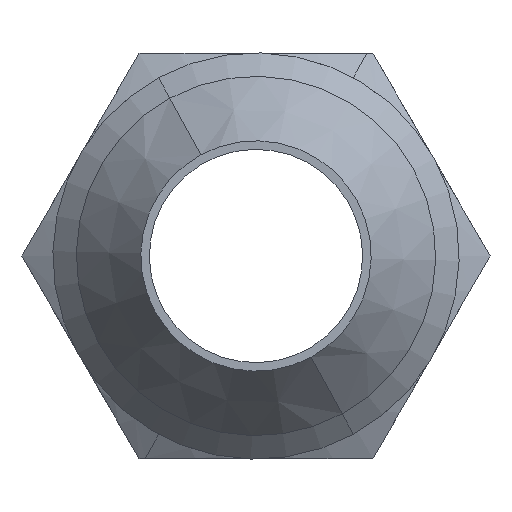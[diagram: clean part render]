
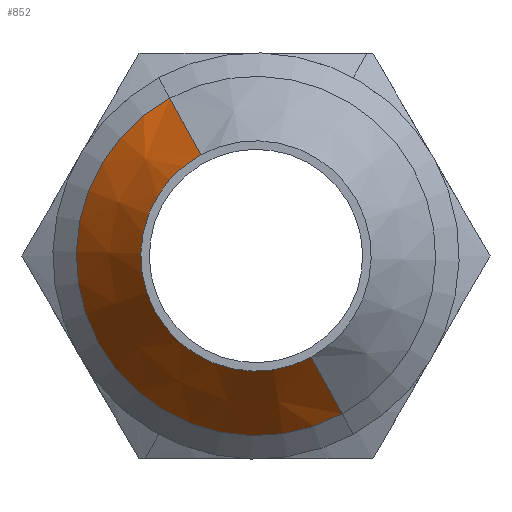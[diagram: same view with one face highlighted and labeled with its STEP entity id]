
A CAD part, left-side view. The second image highlights one B-rep face of the part: STEP entity #852.
In plain terms, the highlighted conical face has half-angle 37 degrees and reference radius 5.4 mm.
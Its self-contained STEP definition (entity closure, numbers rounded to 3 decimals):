
#784=CARTESIAN_POINT('Axis2P3D Location',(-12.686,0.,0.)) ;
#788=CARTESIAN_POINT('Vertex',(-12.686,4.039,7.394)) ;
#790=CARTESIAN_POINT('Vertex',(-12.686,-4.039,-7.394)) ;
#822=CARTESIAN_POINT('Axis2P3D Location',(-16.7,0.,0.)) ;
#827=CARTESIAN_POINT('Axis2P3D Location',(-16.7,0.,0.)) ;
#831=CARTESIAN_POINT('Vertex',(-16.7,2.589,4.739)) ;
#833=CARTESIAN_POINT('Vertex',(-16.7,-2.589,-4.739)) ;
#836=CARTESIAN_POINT('Line Origine',(-14.693,3.314,6.066)) ;
#841=CARTESIAN_POINT('Line Origine',(-14.693,-3.314,-6.066)) ;
#785=DIRECTION('Axis2P3D Direction',(-1.,0.,0.)) ;
#823=DIRECTION('Axis2P3D Direction',(1.,-0.,-0.)) ;
#824=DIRECTION('Axis2P3D XDirection',(0.,0.479,0.878)) ;
#828=DIRECTION('Axis2P3D Direction',(1.,-0.,0.)) ;
#837=DIRECTION('Vector Direction',(0.799,0.289,0.528)) ;
#842=DIRECTION('Vector Direction',(0.799,-0.289,-0.528)) ;
#786=AXIS2_PLACEMENT_3D('Circle Axis2P3D',#784,#785,$) ;
#825=AXIS2_PLACEMENT_3D('Cone Axis2P3D',#822,#823,#824) ;
#829=AXIS2_PLACEMENT_3D('Circle Axis2P3D',#827,#828,$) ;
#847=ORIENTED_EDGE('',*,*,#835,.F.) ;
#848=ORIENTED_EDGE('',*,*,#840,.T.) ;
#849=ORIENTED_EDGE('',*,*,#792,.T.) ;
#850=ORIENTED_EDGE('',*,*,#845,.F.) ;
#838=VECTOR('Line Direction',#837,1.) ;
#843=VECTOR('Line Direction',#842,1.) ;
#852=ADVANCED_FACE('Embout Dash 8 Sapin 15_5',(#851),#826,.T.) ;
#787=CIRCLE('generated circle',#786,8.425) ;
#830=CIRCLE('generated circle',#829,5.4) ;
#826=CONICAL_SURFACE('Cone',#825,5.4,0.646) ;
#792=EDGE_CURVE('',#789,#791,#787,.T.) ;
#835=EDGE_CURVE('',#832,#834,#830,.F.) ;
#840=EDGE_CURVE('',#832,#789,#839,.T.) ;
#845=EDGE_CURVE('',#834,#791,#844,.T.) ;
#846=EDGE_LOOP('',(#847,#848,#849,#850)) ;
#851=FACE_OUTER_BOUND('',#846,.T.) ;
#839=LINE('Line',#836,#838) ;
#844=LINE('Line',#841,#843) ;
#789=VERTEX_POINT('',#788) ;
#791=VERTEX_POINT('',#790) ;
#832=VERTEX_POINT('',#831) ;
#834=VERTEX_POINT('',#833) ;
